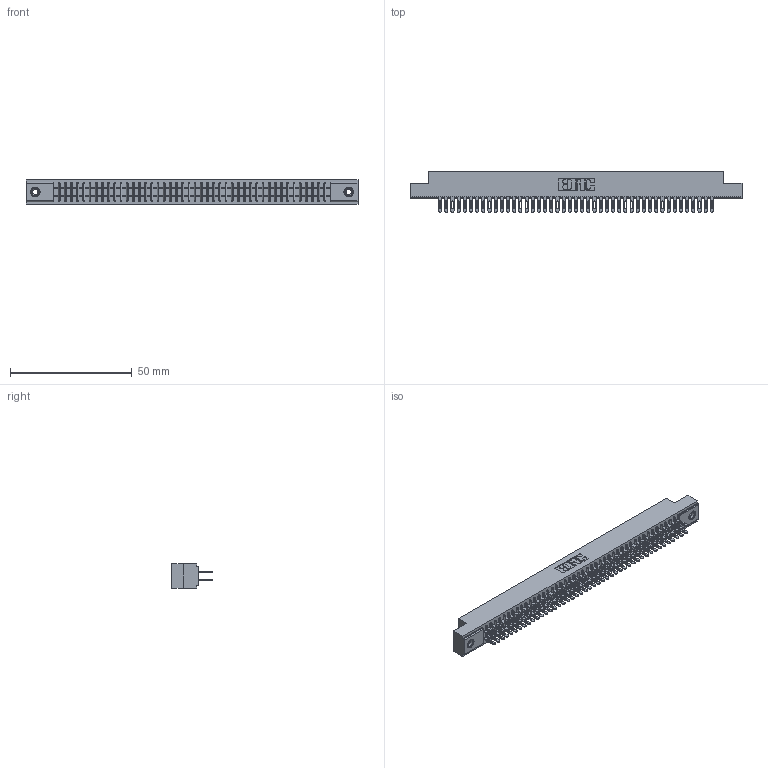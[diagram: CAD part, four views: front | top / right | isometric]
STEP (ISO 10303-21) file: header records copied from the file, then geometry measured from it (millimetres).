
FILE_DESCRIPTION (( 'STEP AP203' ), '1' );
FILE_NAME ('341-090-500-208.STEP', '2018-08-07T23:56:16', ( '' ), ( '' ), 'SwSTEP 2.0', 'SolidWorks 2016', '' );
FILE_SCHEMA (( 'CONFIG_CONTROL_DESIGN' ));
Length unit declared in the file: inch
Products named in the file (4): 341 Part_.156 (3.96) Dia Mounting Holes; 341-292-001_341-292-100; 345-250-001_345-250-003-102; 341-090-500-208
Assembly tree (93 placements, depth 2):
  341-090-500-208
    341 Part_.156 (3.96) Dia Mounting Holes
    341-292-001_341-292-100  x90
    345-250-001_345-250-003-102  x2
Bounding box: 136.53 x 16.69 x 10.16 mm (x, y, z)
Volume: 10194 mm3; surface area: 18959.5 mm2
Topology: 93 solids, 93 shells, 6116 faces, 17687 edges, 11450 vertices
Faces by surface type: plane 3520, cylinder 2400, sphere 92, torus 92, cone 12
Entity records: 55253 total; most frequent: CARTESIAN_POINT 9166, ORIENTED_EDGE 9102, DIRECTION 8907, EDGE_CURVE 4551, LINE 3673, VECTOR 3673, VERTEX_POINT 2876, AXIS2_PLACEMENT_3D 2617
